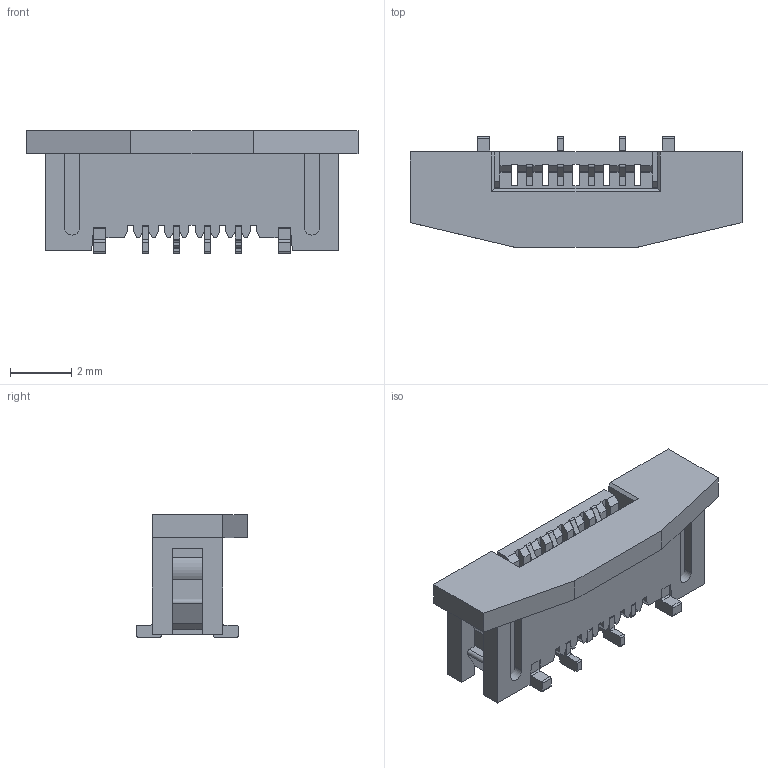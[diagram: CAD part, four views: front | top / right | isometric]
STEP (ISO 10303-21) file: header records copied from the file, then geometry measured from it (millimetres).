
FILE_DESCRIPTION( ( 'Unknown' ), '1' );
FILE_NAME( '686104183822.stp', 'Unknown', ( 'Unknown' ), ( 'Unknown' ), 'PSStep 18.0.17', 'Unknown', ' ' );
FILE_SCHEMA( ( 'AUTOMOTIVE_DESIGN { 1 0 10303 214 1 1 1 1 }' ) );
Length unit declared in the file: millimetre
Products named in the file (6): Assem1; 686104183822; 6861xx183822_Solder pad; 6861xx183822_pin1; 6861xx183822_pin2; 686104183822_Actuator
Assembly tree (8 placements, depth 2):
  Assem1
    686104183822
    6861xx183822_Solder pad  x2
    6861xx183822_pin1  x2
    6861xx183822_pin2  x2
    686104183822_Actuator
Bounding box: 10.8 x 3.6 x 4 mm (x, y, z)
Volume: 68.9 mm3; surface area: 378.4 mm2
Topology: 8 solids, 8 shells, 510 faces, 1574 edges, 1044 vertices
Faces by surface type: plane 388, cylinder 122
Entity records: 16579 total; most frequent: ORIENTED_EDGE 2434, CARTESIAN_POINT 2417, DIRECTION 2135, EDGE_CURVE 1217, LINE 1087, VECTOR 1087, VERTEX_POINT 806, AXIS2_PLACEMENT_3D 524
